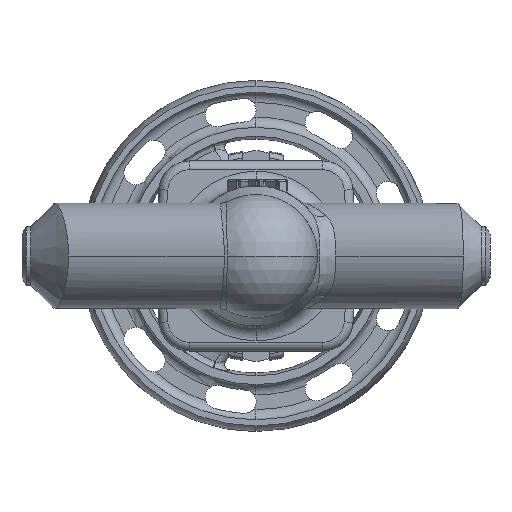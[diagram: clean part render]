
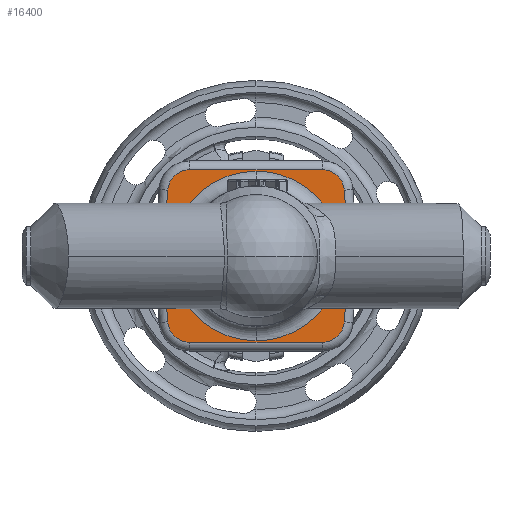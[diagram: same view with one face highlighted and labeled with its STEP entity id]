
A CAD part, front view. The second image highlights one B-rep face of the part: STEP entity #16400.
In plain terms, the highlighted planar face has unit normal (0, -1, 0).
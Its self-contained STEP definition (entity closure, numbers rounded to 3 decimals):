
#68 = CARTESIAN_POINT ( 'NONE',  ( -31.78, 30., -0.209 ) ) ;
#550 = CARTESIAN_POINT ( 'NONE',  ( 22.709, 30., 29.5 ) ) ;
#1150 = DIRECTION ( 'NONE',  ( 0., 0., 1. ) ) ;
#1374 = DIRECTION ( 'NONE',  ( 0., 0., 1. ) ) ;
#1596 = VERTEX_POINT ( 'NONE', #19008 ) ;
#1824 = ORIENTED_EDGE ( 'NONE', *, *, #38885, .T. ) ;
#2061 = AXIS2_PLACEMENT_3D ( 'NONE', #16056, #19220, #1150 ) ;
#2199 = EDGE_CURVE ( 'NONE', #23650, #34053, #28243, .T. ) ;
#2299 = CARTESIAN_POINT ( 'NONE',  ( -30.19, 30., -22.523 ) ) ;
#2525 = VERTEX_POINT ( 'NONE', #10451 ) ;
#3248 = CARTESIAN_POINT ( 'NONE',  ( 31.24, 30., -7.512 ) ) ;
#3736 = VERTEX_POINT ( 'NONE', #28241 ) ;
#4332 = CARTESIAN_POINT ( 'NONE',  ( 0., 30., 0. ) ) ;
#5035 = CIRCLE ( 'NONE', #7004, 29. ) ;
#5151 = VERTEX_POINT ( 'NONE', #25539 ) ;
#5202 = EDGE_CURVE ( 'NONE', #3736, #6098, #22965, .T. ) ;
#5203 = VECTOR ( 'NONE', #6531, 1000. ) ;
#5977 = AXIS2_PLACEMENT_3D ( 'NONE', #7705, #28712, #10733 ) ;
#6098 = VERTEX_POINT ( 'NONE', #16428 ) ;
#6145 = CARTESIAN_POINT ( 'NONE',  ( 27.449, 30., -9.357 ) ) ;
#6260 = VECTOR ( 'NONE', #30063, 1000. ) ;
#6309 = CARTESIAN_POINT ( 'NONE',  ( 31.24, 30., -7.512 ) ) ;
#6373 = AXIS2_PLACEMENT_3D ( 'NONE', #16302, #37376, #19313 ) ;
#6531 = DIRECTION ( 'NONE',  ( -1., 0., 0. ) ) ;
#6551 = VECTOR ( 'NONE', #35717, 1000. ) ;
#6592 = AXIS2_PLACEMENT_3D ( 'NONE', #31739, #13754, #34783 ) ;
#7004 = AXIS2_PLACEMENT_3D ( 'NONE', #4332, #25368, #7390 ) ;
#7105 = EDGE_LOOP ( 'NONE', ( #19453, #20496, #24489, #15122, #7343, #12175, #33868, #26587, #26059, #34090, #17668, #16222, #21171, #1824, #30378 ) ) ;
#7343 = ORIENTED_EDGE ( 'NONE', *, *, #34906, .T. ) ;
#7390 = DIRECTION ( 'NONE',  ( 0., 0., 1. ) ) ;
#7705 = CARTESIAN_POINT ( 'NONE',  ( 0., 30., 0. ) ) ;
#7896 = EDGE_CURVE ( 'NONE', #34053, #13469, #23653, .T. ) ;
#8534 = CARTESIAN_POINT ( 'NONE',  ( 30.115, 30., 8.146 ) ) ;
#9487 = EDGE_CURVE ( 'NONE', #15602, #30104, #30535, .T. ) ;
#9596 = DIRECTION ( 'NONE',  ( 0.07, 0., 0.998 ) ) ;
#10115 = VERTEX_POINT ( 'NONE', #6309 ) ;
#10451 = CARTESIAN_POINT ( 'NONE',  ( 27.449, 30., 9.357 ) ) ;
#10547 = EDGE_CURVE ( 'NONE', #29479, #2525, #5035, .T. ) ;
#10733 = DIRECTION ( 'NONE',  ( 0., 0., 1. ) ) ;
#11811 = EDGE_CURVE ( 'NONE', #15602, #2525, #38889, .T. ) ;
#11988 = EDGE_CURVE ( 'NONE', #1596, #10115, #14718, .T. ) ;
#12032 = LINE ( 'NONE', #2299, #27996 ) ;
#12175 = ORIENTED_EDGE ( 'NONE', *, *, #10547, .T. ) ;
#13016 = EDGE_CURVE ( 'NONE', #6098, #10115, #30160, .T. ) ;
#13439 = CARTESIAN_POINT ( 'NONE',  ( 0., 30., -29. ) ) ;
#13469 = VERTEX_POINT ( 'NONE', #15097 ) ;
#13751 = EDGE_CURVE ( 'NONE', #1596, #33657, #34883, .T. ) ;
#13754 = DIRECTION ( 'NONE',  ( 0., -1., 0. ) ) ;
#14718 =( BOUNDED_CURVE ( )  B_SPLINE_CURVE ( 3, ( #6145, #18278, #21286, #3248 ),
 .UNSPECIFIED., .F., .T. ) 
 B_SPLINE_CURVE_WITH_KNOTS ( ( 4, 4 ),
 ( 2.595, 2.711 ),
 .UNSPECIFIED. ) 
 CURVE ( )  GEOMETRIC_REPRESENTATION_ITEM ( )  RATIONAL_B_SPLINE_CURVE ( ( 1., 0.999, 0.999, 1. ) ) 
 REPRESENTATION_ITEM ( '' )  );
#14752 = CARTESIAN_POINT ( 'NONE',  ( 31.24, 30., 7.512 ) ) ;
#14788 = DIRECTION ( 'NONE',  ( 0., -1., 0. ) ) ;
#14795 = CARTESIAN_POINT ( 'NONE',  ( -22.709, 30., -22. ) ) ;
#14856 = CARTESIAN_POINT ( 'NONE',  ( 31.24, 30., 7.512 ) ) ;
#15097 = CARTESIAN_POINT ( 'NONE',  ( -30.19, 30., 22.523 ) ) ;
#15122 = ORIENTED_EDGE ( 'NONE', *, *, #13751, .T. ) ;
#15602 = VERTEX_POINT ( 'NONE', #14752 ) ;
#15809 = AXIS2_PLACEMENT_3D ( 'NONE', #14795, #35844, #17841 ) ;
#16056 = CARTESIAN_POINT ( 'NONE',  ( 0., 30., 0. ) ) ;
#16222 = ORIENTED_EDGE ( 'NONE', *, *, #19904, .T. ) ;
#16302 = CARTESIAN_POINT ( 'NONE',  ( 0., 30., 0. ) ) ;
#16400 = ADVANCED_FACE ( 'NONE', ( #29366 ), #25087, .F. ) ;
#16428 = CARTESIAN_POINT ( 'NONE',  ( 30.19, 30., -22.523 ) ) ;
#17668 = ORIENTED_EDGE ( 'NONE', *, *, #7896, .T. ) ;
#17841 = DIRECTION ( 'NONE',  ( 0., 0., 1. ) ) ;
#17932 = CARTESIAN_POINT ( 'NONE',  ( 30.19, 30., 22.523 ) ) ;
#18278 = CARTESIAN_POINT ( 'NONE',  ( 28.85, 30., -8.762 ) ) ;
#18396 = CARTESIAN_POINT ( 'NONE',  ( -22.709, 30., 29.5 ) ) ;
#19008 = CARTESIAN_POINT ( 'NONE',  ( 27.449, 30., -9.357 ) ) ;
#19220 = DIRECTION ( 'NONE',  ( 0., 1., 0. ) ) ;
#19313 = DIRECTION ( 'NONE',  ( 0., 0., 1. ) ) ;
#19438 = DIRECTION ( 'NONE',  ( 0., -1., 0. ) ) ;
#19453 = ORIENTED_EDGE ( 'NONE', *, *, #5202, .T. ) ;
#19904 = EDGE_CURVE ( 'NONE', #13469, #5151, #29339, .T. ) ;
#20496 = ORIENTED_EDGE ( 'NONE', *, *, #13016, .T. ) ;
#20588 = CIRCLE ( 'NONE', #15809, 7.5 ) ;
#20898 = CARTESIAN_POINT ( 'NONE',  ( 27.449, 30., 9.357 ) ) ;
#21171 = ORIENTED_EDGE ( 'NONE', *, *, #35108, .T. ) ;
#21286 = CARTESIAN_POINT ( 'NONE',  ( 30.115, 30., -8.146 ) ) ;
#22965 = CIRCLE ( 'NONE', #6592, 7.5 ) ;
#23650 = VERTEX_POINT ( 'NONE', #550 ) ;
#23653 = CIRCLE ( 'NONE', #34894, 7.5 ) ;
#24489 = ORIENTED_EDGE ( 'NONE', *, *, #11988, .F. ) ;
#24698 = CARTESIAN_POINT ( 'NONE',  ( 31.403, 30., -5.179 ) ) ;
#24978 = AXIS2_PLACEMENT_3D ( 'NONE', #37494, #19438, #1374 ) ;
#25087 = PLANE ( 'NONE',  #2061 ) ;
#25368 = DIRECTION ( 'NONE',  ( 0., 1., 0. ) ) ;
#25539 = CARTESIAN_POINT ( 'NONE',  ( -31.765, 30., 0. ) ) ;
#25971 = LINE ( 'NONE', #35354, #33977 ) ;
#26059 = ORIENTED_EDGE ( 'NONE', *, *, #27943, .T. ) ;
#26238 = CARTESIAN_POINT ( 'NONE',  ( 0., 30., 29. ) ) ;
#26587 = ORIENTED_EDGE ( 'NONE', *, *, #9487, .T. ) ;
#27943 = EDGE_CURVE ( 'NONE', #30104, #23650, #34714, .T. ) ;
#27996 = VECTOR ( 'NONE', #38404, 1000. ) ;
#28241 = CARTESIAN_POINT ( 'NONE',  ( 22.709, 30., -29.5 ) ) ;
#28243 = LINE ( 'NONE', #36023, #5203 ) ;
#28260 = VECTOR ( 'NONE', #9596, 1000. ) ;
#28712 = DIRECTION ( 'NONE',  ( 0., 1., 0. ) ) ;
#29339 = LINE ( 'NONE', #68, #6260 ) ;
#29366 = FACE_OUTER_BOUND ( 'NONE', #7105, .T. ) ;
#29479 = VERTEX_POINT ( 'NONE', #26238 ) ;
#30063 = DIRECTION ( 'NONE',  ( -0.07, 0., -0.998 ) ) ;
#30104 = VERTEX_POINT ( 'NONE', #17932 ) ;
#30160 = LINE ( 'NONE', #24698, #28260 ) ;
#30378 = ORIENTED_EDGE ( 'NONE', *, *, #36568, .T. ) ;
#30535 = LINE ( 'NONE', #35847, #6551 ) ;
#31739 = CARTESIAN_POINT ( 'NONE',  ( 22.709, 30., -22. ) ) ;
#32315 = DIRECTION ( 'NONE',  ( 1., 0., 0. ) ) ;
#32804 = CARTESIAN_POINT ( 'NONE',  ( -22.709, 30., 22. ) ) ;
#33657 = VERTEX_POINT ( 'NONE', #13439 ) ;
#33868 = ORIENTED_EDGE ( 'NONE', *, *, #11811, .F. ) ;
#33977 = VECTOR ( 'NONE', #32315, 1000. ) ;
#34053 = VERTEX_POINT ( 'NONE', #18396 ) ;
#34090 = ORIENTED_EDGE ( 'NONE', *, *, #2199, .T. ) ;
#34714 = CIRCLE ( 'NONE', #24978, 7.5 ) ;
#34783 = DIRECTION ( 'NONE',  ( 0., 0., 1. ) ) ;
#34883 = CIRCLE ( 'NONE', #5977, 29. ) ;
#34894 = AXIS2_PLACEMENT_3D ( 'NONE', #32804, #14788, #35835 ) ;
#34906 = EDGE_CURVE ( 'NONE', #33657, #29479, #36557, .T. ) ;
#35108 = EDGE_CURVE ( 'NONE', #5151, #36306, #12032, .T. ) ;
#35152 = VERTEX_POINT ( 'NONE', #35605 ) ;
#35354 = CARTESIAN_POINT ( 'NONE',  ( 22.709, 30., -29.5 ) ) ;
#35605 = CARTESIAN_POINT ( 'NONE',  ( -22.709, 30., -29.5 ) ) ;
#35717 = DIRECTION ( 'NONE',  ( -0.07, 0., 0.998 ) ) ;
#35835 = DIRECTION ( 'NONE',  ( 0., 0., 1. ) ) ;
#35844 = DIRECTION ( 'NONE',  ( 0., -1., 0. ) ) ;
#35847 = CARTESIAN_POINT ( 'NONE',  ( 30.19, 30., 22.523 ) ) ;
#36023 = CARTESIAN_POINT ( 'NONE',  ( -22.709, 30., 29.5 ) ) ;
#36306 = VERTEX_POINT ( 'NONE', #36583 ) ;
#36557 = CIRCLE ( 'NONE', #6373, 29. ) ;
#36568 = EDGE_CURVE ( 'NONE', #35152, #3736, #25971, .T. ) ;
#36583 = CARTESIAN_POINT ( 'NONE',  ( -30.19, 30., -22.523 ) ) ;
#37376 = DIRECTION ( 'NONE',  ( 0., 1., 0. ) ) ;
#37494 = CARTESIAN_POINT ( 'NONE',  ( 22.709, 30., 22. ) ) ;
#38404 = DIRECTION ( 'NONE',  ( 0.07, 0., -0.998 ) ) ;
#38885 = EDGE_CURVE ( 'NONE', #36306, #35152, #20588, .T. ) ;
#38889 =( BOUNDED_CURVE ( )  B_SPLINE_CURVE ( 3, ( #14856, #8534, #38960, #20898 ),
 .UNSPECIFIED., .F., .T. ) 
 B_SPLINE_CURVE_WITH_KNOTS ( ( 4, 4 ),
 ( 3.572, 3.688 ),
 .UNSPECIFIED. ) 
 CURVE ( )  GEOMETRIC_REPRESENTATION_ITEM ( )  RATIONAL_B_SPLINE_CURVE ( ( 1., 0.999, 0.999, 1. ) ) 
 REPRESENTATION_ITEM ( '' )  );
#38960 = CARTESIAN_POINT ( 'NONE',  ( 28.85, 30., 8.762 ) ) ;
